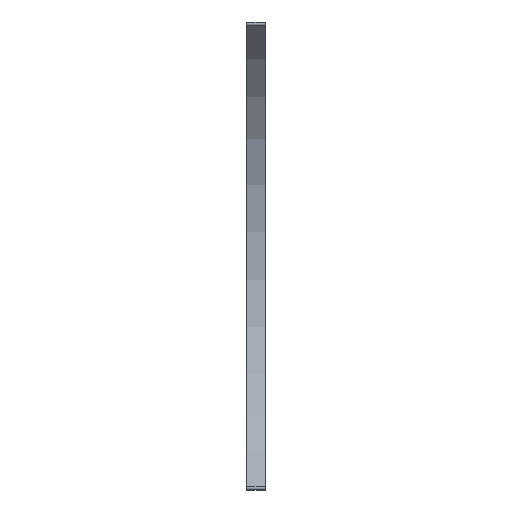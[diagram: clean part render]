
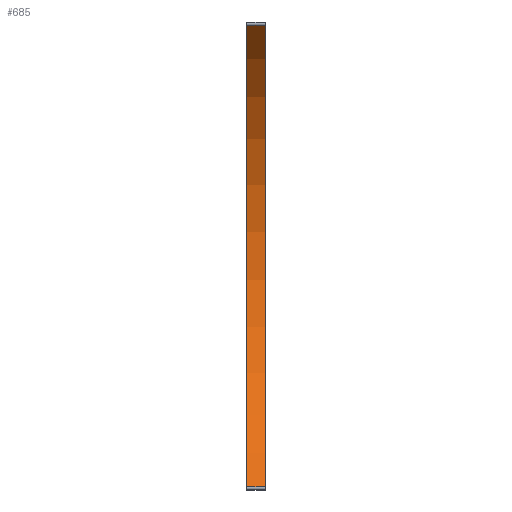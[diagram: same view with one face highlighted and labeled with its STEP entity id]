
A CAD part, left-side view. The second image highlights one B-rep face of the part: STEP entity #685.
In plain terms, the highlighted cylindrical face has radius 160 mm (diameter 320 mm), a partial arc.
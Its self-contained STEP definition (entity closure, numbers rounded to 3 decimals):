
#75=FACE_OUTER_BOUND('',#131,.T.);
#131=EDGE_LOOP('',(#633,#634,#635,#636));
#139=LINE('',#1082,#171);
#164=LINE('',#1224,#196);
#171=VECTOR('',#865,1000.);
#196=VECTOR('',#1020,1000.);
#260=CIRCLE('',#790,160.);
#262=CIRCLE('',#793,160.);
#286=VERTEX_POINT('',#1076);
#288=VERTEX_POINT('',#1080);
#335=VERTEX_POINT('',#1201);
#338=VERTEX_POINT('',#1210);
#369=EDGE_CURVE('',#286,#288,#139,.T.);
#429=EDGE_CURVE('',#288,#335,#260,.T.);
#433=EDGE_CURVE('',#286,#338,#262,.T.);
#440=EDGE_CURVE('',#335,#338,#164,.T.);
#633=ORIENTED_EDGE('',*,*,#429,.T.);
#634=ORIENTED_EDGE('',*,*,#440,.T.);
#635=ORIENTED_EDGE('',*,*,#433,.F.);
#636=ORIENTED_EDGE('',*,*,#369,.T.);
#659=CYLINDRICAL_SURFACE('',#799,160.);
#685=ADVANCED_FACE('',(#75),#659,.F.);
#790=AXIS2_PLACEMENT_3D('',#1203,#994,#995);
#793=AXIS2_PLACEMENT_3D('',#1211,#1002,#1003);
#799=AXIS2_PLACEMENT_3D('',#1223,#1018,#1019);
#865=DIRECTION('',(0.,1.,0.));
#994=DIRECTION('center_axis',(0.,1.,0.));
#995=DIRECTION('ref_axis',(0.,0.,1.));
#1002=DIRECTION('center_axis',(0.,1.,0.));
#1003=DIRECTION('ref_axis',(0.,0.,1.));
#1018=DIRECTION('center_axis',(0.,1.,0.));
#1019=DIRECTION('ref_axis',(0.,0.,1.));
#1020=DIRECTION('',(0.,-1.,0.));
#1076=CARTESIAN_POINT('',(101.459,0.,123.717));
#1080=CARTESIAN_POINT('',(101.459,10.,123.717));
#1082=CARTESIAN_POINT('',(101.459,0.,123.717));
#1201=CARTESIAN_POINT('',(101.459,10.,-123.717));
#1203=CARTESIAN_POINT('Origin',(0.,10.,0.));
#1210=CARTESIAN_POINT('',(101.459,0.,-123.717));
#1211=CARTESIAN_POINT('Origin',(0.,0.,0.));
#1223=CARTESIAN_POINT('Origin',(0.,0.,0.));
#1224=CARTESIAN_POINT('',(101.459,0.,-123.717));
